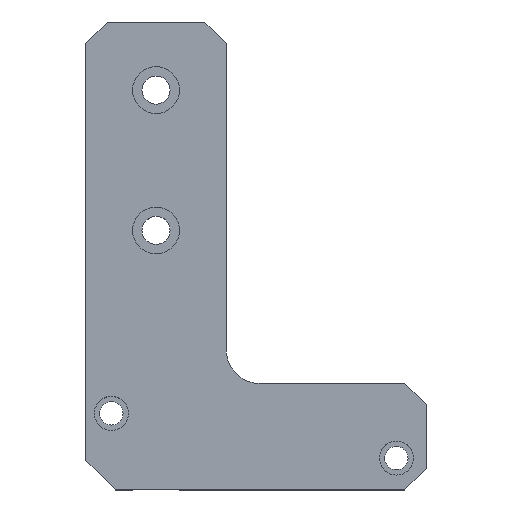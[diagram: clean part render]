
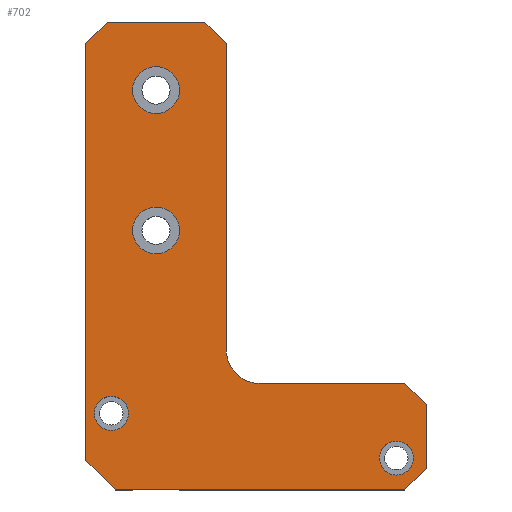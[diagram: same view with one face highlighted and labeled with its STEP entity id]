
A CAD part, top view. The second image highlights one B-rep face of the part: STEP entity #702.
In plain terms, the highlighted planar face has unit normal (0, 0, 1).
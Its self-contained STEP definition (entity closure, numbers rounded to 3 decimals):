
#132=FACE_BOUND('',#219,.T.);
#133=FACE_BOUND('',#220,.T.);
#134=FACE_BOUND('',#221,.T.);
#135=FACE_BOUND('',#222,.T.);
#153=PLANE('',#773);
#181=FACE_OUTER_BOUND('',#218,.T.);
#218=EDGE_LOOP('',(#607,#608,#609,#610,#611,#612,#613,#614,#615,#616,#617,
#618));
#219=EDGE_LOOP('',(#619));
#220=EDGE_LOOP('',(#620));
#221=EDGE_LOOP('',(#621));
#222=EDGE_LOOP('',(#622));
#240=LINE('',#1032,#297);
#263=LINE('',#1102,#320);
#275=LINE('',#1139,#332);
#277=LINE('',#1143,#334);
#279=LINE('',#1147,#336);
#280=LINE('',#1149,#337);
#281=LINE('',#1151,#338);
#282=LINE('',#1153,#339);
#283=LINE('',#1155,#340);
#284=LINE('',#1156,#341);
#285=LINE('',#1157,#342);
#297=VECTOR('',#825,10.);
#320=VECTOR('',#878,10.);
#332=VECTOR('',#918,10.);
#334=VECTOR('',#922,10.);
#336=VECTOR('',#926,10.);
#337=VECTOR('',#927,10.);
#338=VECTOR('',#928,10.);
#339=VECTOR('',#929,10.);
#340=VECTOR('',#930,10.);
#341=VECTOR('',#931,10.);
#342=VECTOR('',#932,10.);
#352=CIRCLE('',#740,8.);
#364=CIRCLE('',#763,4.);
#367=CIRCLE('',#769,4.);
#368=CIRCLE('',#774,5.5);
#369=CIRCLE('',#775,5.5);
#378=VERTEX_POINT('',#1022);
#379=VERTEX_POINT('',#1023);
#382=VERTEX_POINT('',#1031);
#407=VERTEX_POINT('',#1099);
#408=VERTEX_POINT('',#1101);
#415=VERTEX_POINT('',#1121);
#418=VERTEX_POINT('',#1132);
#419=VERTEX_POINT('',#1138);
#420=VERTEX_POINT('',#1142);
#421=VERTEX_POINT('',#1146);
#422=VERTEX_POINT('',#1148);
#423=VERTEX_POINT('',#1150);
#424=VERTEX_POINT('',#1152);
#425=VERTEX_POINT('',#1154);
#426=VERTEX_POINT('',#1158);
#427=VERTEX_POINT('',#1160);
#432=EDGE_CURVE('',#378,#379,#352,.T.);
#436=EDGE_CURVE('',#382,#379,#240,.T.);
#469=EDGE_CURVE('',#408,#407,#263,.T.);
#479=EDGE_CURVE('',#415,#415,#364,.T.);
#484=EDGE_CURVE('',#418,#418,#367,.T.);
#487=EDGE_CURVE('',#382,#419,#275,.T.);
#489=EDGE_CURVE('',#420,#419,#277,.T.);
#491=EDGE_CURVE('',#378,#421,#279,.T.);
#492=EDGE_CURVE('',#422,#421,#280,.T.);
#493=EDGE_CURVE('',#422,#423,#281,.T.);
#494=EDGE_CURVE('',#424,#423,#282,.T.);
#495=EDGE_CURVE('',#424,#425,#283,.T.);
#496=EDGE_CURVE('',#408,#425,#284,.T.);
#497=EDGE_CURVE('',#420,#407,#285,.T.);
#498=EDGE_CURVE('',#426,#426,#368,.T.);
#499=EDGE_CURVE('',#427,#427,#369,.T.);
#607=ORIENTED_EDGE('',*,*,#487,.F.);
#608=ORIENTED_EDGE('',*,*,#436,.T.);
#609=ORIENTED_EDGE('',*,*,#432,.F.);
#610=ORIENTED_EDGE('',*,*,#491,.T.);
#611=ORIENTED_EDGE('',*,*,#492,.F.);
#612=ORIENTED_EDGE('',*,*,#493,.T.);
#613=ORIENTED_EDGE('',*,*,#494,.F.);
#614=ORIENTED_EDGE('',*,*,#495,.T.);
#615=ORIENTED_EDGE('',*,*,#496,.F.);
#616=ORIENTED_EDGE('',*,*,#469,.T.);
#617=ORIENTED_EDGE('',*,*,#497,.F.);
#618=ORIENTED_EDGE('',*,*,#489,.T.);
#619=ORIENTED_EDGE('',*,*,#479,.T.);
#620=ORIENTED_EDGE('',*,*,#484,.T.);
#621=ORIENTED_EDGE('',*,*,#498,.T.);
#622=ORIENTED_EDGE('',*,*,#499,.T.);
#702=ADVANCED_FACE('',(#181,#132,#133,#134,#135),#153,.T.);
#740=AXIS2_PLACEMENT_3D('',#1024,#817,#818);
#763=AXIS2_PLACEMENT_3D('',#1122,#896,#897);
#769=AXIS2_PLACEMENT_3D('',#1133,#910,#911);
#773=AXIS2_PLACEMENT_3D('',#1145,#924,#925);
#774=AXIS2_PLACEMENT_3D('',#1159,#933,#934);
#775=AXIS2_PLACEMENT_3D('',#1161,#935,#936);
#817=DIRECTION('center_axis',(0.,0.,1.));
#818=DIRECTION('ref_axis',(-0.707,-0.707,0.));
#825=DIRECTION('',(-1.,0.,0.));
#878=DIRECTION('',(1.,0.,0.));
#896=DIRECTION('center_axis',(0.,0.,-1.));
#897=DIRECTION('ref_axis',(1.,0.,0.));
#910=DIRECTION('center_axis',(0.,0.,-1.));
#911=DIRECTION('ref_axis',(1.,0.,0.));
#918=DIRECTION('',(0.707,-0.707,0.));
#922=DIRECTION('',(0.,1.,0.));
#924=DIRECTION('center_axis',(0.,0.,1.));
#925=DIRECTION('ref_axis',(1.,0.,0.));
#926=DIRECTION('',(0.,1.,0.));
#927=DIRECTION('',(0.707,-0.707,0.));
#928=DIRECTION('',(-1.,0.,0.));
#929=DIRECTION('',(0.707,0.707,0.));
#930=DIRECTION('',(0.,-1.,0.));
#931=DIRECTION('',(-0.707,0.707,0.));
#932=DIRECTION('',(-0.707,-0.707,0.));
#933=DIRECTION('center_axis',(0.,0.,-1.));
#934=DIRECTION('ref_axis',(1.,0.,0.));
#935=DIRECTION('center_axis',(0.,0.,-1.));
#936=DIRECTION('ref_axis',(1.,0.,0.));
#1022=CARTESIAN_POINT('',(16.5,-22.,4.75));
#1023=CARTESIAN_POINT('',(24.5,-30.,4.75));
#1024=CARTESIAN_POINT('Origin',(24.5,-22.,4.75));
#1031=CARTESIAN_POINT('',(58.5,-30.,4.75));
#1032=CARTESIAN_POINT('',(63.5,-30.,4.75));
#1099=CARTESIAN_POINT('',(58.5,-55.,4.75));
#1101=CARTESIAN_POINT('',(-9.5,-55.,4.75));
#1102=CARTESIAN_POINT('',(-16.5,-55.,4.75));
#1121=CARTESIAN_POINT('',(-14.5,-37.,4.75));
#1122=CARTESIAN_POINT('Origin',(-10.5,-37.,4.75));
#1132=CARTESIAN_POINT('',(52.5,-47.5,4.75));
#1133=CARTESIAN_POINT('Origin',(56.5,-47.5,4.75));
#1138=CARTESIAN_POINT('',(63.5,-35.,4.75));
#1139=CARTESIAN_POINT('',(37.625,-9.125,4.75));
#1142=CARTESIAN_POINT('',(63.5,-50.,4.75));
#1143=CARTESIAN_POINT('',(63.5,-55.,4.75));
#1145=CARTESIAN_POINT('Origin',(0.,0.,4.75));
#1146=CARTESIAN_POINT('',(16.5,50.,4.75));
#1147=CARTESIAN_POINT('',(16.5,-55.,4.75));
#1148=CARTESIAN_POINT('',(11.5,55.,4.75));
#1149=CARTESIAN_POINT('',(23.625,42.875,4.75));
#1150=CARTESIAN_POINT('',(-11.5,55.,4.75));
#1151=CARTESIAN_POINT('',(16.5,55.,4.75));
#1152=CARTESIAN_POINT('',(-16.5,50.,4.75));
#1153=CARTESIAN_POINT('',(-23.625,42.875,4.75));
#1154=CARTESIAN_POINT('',(-16.5,-48.,4.75));
#1155=CARTESIAN_POINT('',(-16.5,55.,4.75));
#1156=CARTESIAN_POINT('',(-22.625,-41.875,4.75));
#1157=CARTESIAN_POINT('',(58.875,-54.625,4.75));
#1158=CARTESIAN_POINT('',(-5.5,39.,4.75));
#1159=CARTESIAN_POINT('Origin',(0.,39.,4.75));
#1160=CARTESIAN_POINT('',(-5.5,6.,4.75));
#1161=CARTESIAN_POINT('Origin',(0.,6.,4.75));
